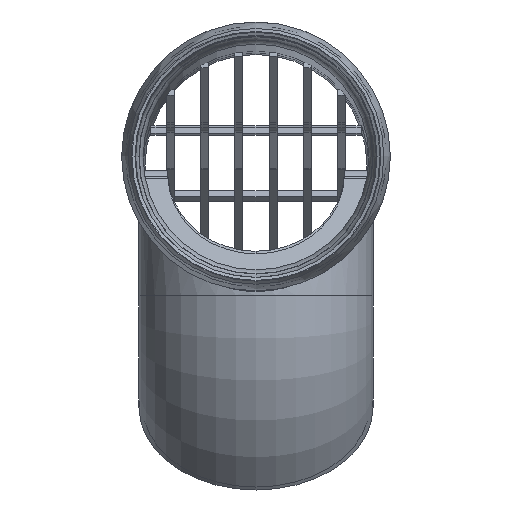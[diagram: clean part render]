
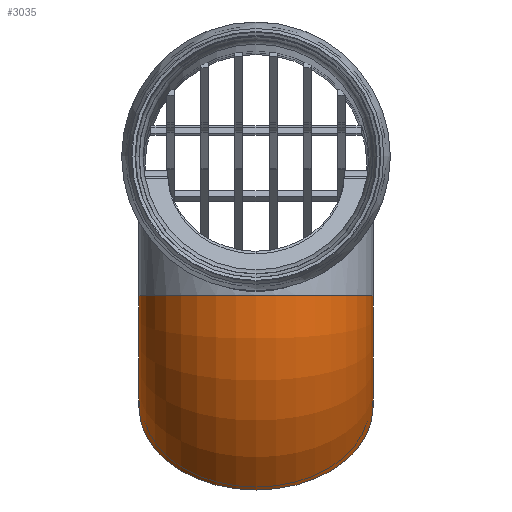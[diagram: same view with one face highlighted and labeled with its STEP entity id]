
A CAD part, top view. The second image highlights one B-rep face of the part: STEP entity #3035.
In plain terms, the highlighted toroidal (fillet/blend) face has major radius 600 mm and minor radius 445 mm.
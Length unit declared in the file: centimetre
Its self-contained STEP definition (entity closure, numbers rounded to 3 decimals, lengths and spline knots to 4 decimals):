
#313=FACE_OUTER_BOUND('',#557,.T.);
#557=EDGE_LOOP('',(#1796,#1797,#1798,#1799));
#809=VERTEX_POINT('',#5964);
#810=VERTEX_POINT('',#5966);
#1180=EDGE_CURVE('',#809,#809,#3287,.T.);
#1181=EDGE_CURVE('',#809,#810,#3288,.T.);
#1182=EDGE_CURVE('',#810,#810,#3289,.T.);
#1796=ORIENTED_EDGE('',*,*,#1180,.F.);
#1797=ORIENTED_EDGE('',*,*,#1181,.T.);
#1798=ORIENTED_EDGE('',*,*,#1182,.F.);
#1799=ORIENTED_EDGE('',*,*,#1181,.F.);
#3023=TOROIDAL_SURFACE('',#4323,60.,44.5);
#3035=ADVANCED_FACE('',(#313),#3023,.T.);
#3287=CIRCLE('',#4324,44.5);
#3288=CIRCLE('',#4325,15.5);
#3289=CIRCLE('',#4326,44.5);
#4323=AXIS2_PLACEMENT_3D('',#5963,#4724,#4725);
#4324=AXIS2_PLACEMENT_3D('',#5965,#4726,#4727);
#4325=AXIS2_PLACEMENT_3D('',#5967,#4728,#4729);
#4326=AXIS2_PLACEMENT_3D('',#5968,#4730,#4731);
#4724=DIRECTION('center_axis',(1.,0.,0.));
#4725=DIRECTION('ref_axis',(0.,0.,1.));
#4726=DIRECTION('center_axis',(0.,-0.707,
-0.707));
#4727=DIRECTION('ref_axis',(1.,0.,0.));
#4728=DIRECTION('center_axis',(-1.,0.,0.));
#4729=DIRECTION('ref_axis',(0.,0.,1.));
#4730=DIRECTION('center_axis',(0.,1.,0.));
#4731=DIRECTION('ref_axis',(1.,0.,0.));
#5963=CARTESIAN_POINT('Origin',(0.,-50.,240.));
#5964=CARTESIAN_POINT('',(0.,-60.9602,250.9602));
#5965=CARTESIAN_POINT('Origin',(0.,-92.4264,
282.4264));
#5966=CARTESIAN_POINT('',(0.,-50.,255.5));
#5967=CARTESIAN_POINT('Origin',(0.,-50.,240.));
#5968=CARTESIAN_POINT('Origin',(0.,-50.,300.));
